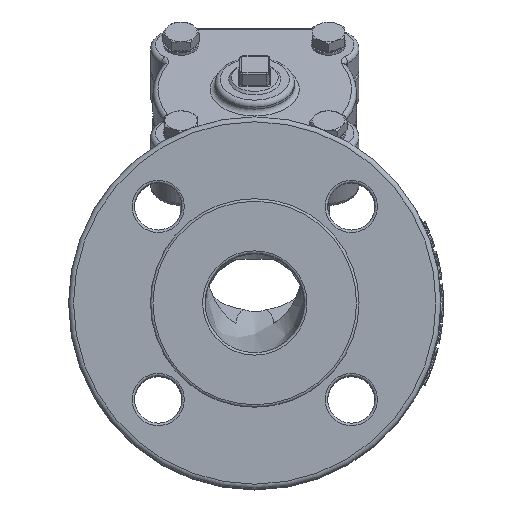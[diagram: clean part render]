
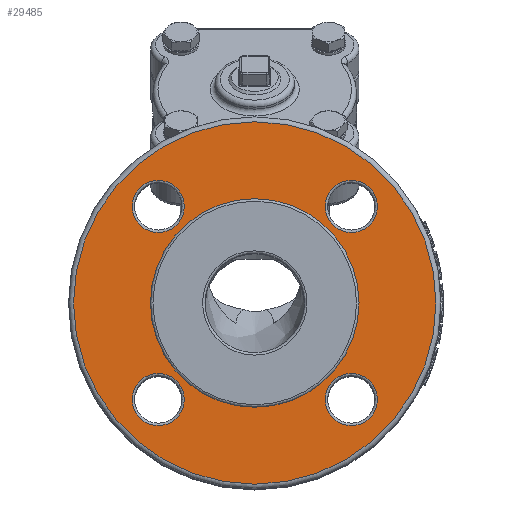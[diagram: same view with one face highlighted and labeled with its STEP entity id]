
A CAD part, top view. The second image highlights one B-rep face of the part: STEP entity #29485.
In plain terms, the highlighted planar face has unit normal (0, 0, 1).
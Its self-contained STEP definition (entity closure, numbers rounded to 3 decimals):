
#6514=FACE_BOUND('',#9815,.T.);
#6515=FACE_BOUND('',#9816,.T.);
#6516=FACE_BOUND('',#9817,.T.);
#6517=FACE_BOUND('',#9818,.T.);
#6518=FACE_BOUND('',#9819,.T.);
#8042=FACE_OUTER_BOUND('',#9814,.T.);
#9814=EDGE_LOOP('',(#25236));
#9815=EDGE_LOOP('',(#25237));
#9816=EDGE_LOOP('',(#25238));
#9817=EDGE_LOOP('',(#25239));
#9818=EDGE_LOOP('',(#25240));
#9819=EDGE_LOOP('',(#25241));
#10595=CIRCLE('',#30981,10.5);
#10596=CIRCLE('',#30983,73.);
#10597=CIRCLE('',#30984,10.5);
#10598=CIRCLE('',#30985,10.5);
#10599=CIRCLE('',#30986,42.);
#10600=CIRCLE('',#30987,10.5);
#13326=VERTEX_POINT('',#62697);
#13327=VERTEX_POINT('',#62700);
#13328=VERTEX_POINT('',#62702);
#13329=VERTEX_POINT('',#62704);
#13330=VERTEX_POINT('',#62706);
#13331=VERTEX_POINT('',#62708);
#17340=EDGE_CURVE('',#13326,#13326,#10595,.T.);
#17341=EDGE_CURVE('',#13327,#13327,#10596,.T.);
#17342=EDGE_CURVE('',#13328,#13328,#10597,.T.);
#17343=EDGE_CURVE('',#13329,#13329,#10598,.T.);
#17344=EDGE_CURVE('',#13330,#13330,#10599,.T.);
#17345=EDGE_CURVE('',#13331,#13331,#10600,.T.);
#25236=ORIENTED_EDGE('',*,*,#17341,.F.);
#25237=ORIENTED_EDGE('',*,*,#17342,.F.);
#25238=ORIENTED_EDGE('',*,*,#17343,.F.);
#25239=ORIENTED_EDGE('',*,*,#17344,.F.);
#25240=ORIENTED_EDGE('',*,*,#17345,.F.);
#25241=ORIENTED_EDGE('',*,*,#17340,.F.);
#26401=PLANE('',#30982);
#29485=ADVANCED_FACE('',(#8042,#6514,#6515,#6516,#6517,#6518),#26401,.T.);
#30981=AXIS2_PLACEMENT_3D('',#62698,#35886,#35887);
#30982=AXIS2_PLACEMENT_3D('',#62699,#35888,#35889);
#30983=AXIS2_PLACEMENT_3D('',#62701,#35890,#35891);
#30984=AXIS2_PLACEMENT_3D('',#62703,#35892,#35893);
#30985=AXIS2_PLACEMENT_3D('',#62705,#35894,#35895);
#30986=AXIS2_PLACEMENT_3D('',#62707,#35896,#35897);
#30987=AXIS2_PLACEMENT_3D('',#62709,#35898,#35899);
#35886=DIRECTION('center_axis',(0.,0.,1.));
#35887=DIRECTION('ref_axis',(0.,1.,0.));
#35888=DIRECTION('center_axis',(0.,0.,1.));
#35889=DIRECTION('ref_axis',(1.,0.,0.));
#35890=DIRECTION('center_axis',(0.,0.,-1.));
#35891=DIRECTION('ref_axis',(-1.,0.,0.));
#35892=DIRECTION('center_axis',(0.,0.,1.));
#35893=DIRECTION('ref_axis',(-1.,0.,0.));
#35894=DIRECTION('center_axis',(0.,0.,1.));
#35895=DIRECTION('ref_axis',(1.,0.,0.));
#35896=DIRECTION('center_axis',(0.,0.,1.));
#35897=DIRECTION('ref_axis',(-1.,0.,0.));
#35898=DIRECTION('center_axis',(0.,0.,1.));
#35899=DIRECTION('ref_axis',(0.,-1.,0.));
#62697=CARTESIAN_POINT('',(-38.891,-49.391,197.));
#62698=CARTESIAN_POINT('Origin',(-38.891,-38.891,197.));
#62699=CARTESIAN_POINT('Origin',(0.,0.,
197.));
#62700=CARTESIAN_POINT('',(73.,0.,197.));
#62701=CARTESIAN_POINT('Origin',(0.,0.,197.));
#62702=CARTESIAN_POINT('',(49.391,-38.891,197.));
#62703=CARTESIAN_POINT('Origin',(38.891,-38.891,197.));
#62704=CARTESIAN_POINT('',(-49.391,38.891,197.));
#62705=CARTESIAN_POINT('Origin',(-38.891,38.891,197.));
#62706=CARTESIAN_POINT('',(42.,0.,197.));
#62707=CARTESIAN_POINT('Origin',(0.,0.,197.));
#62708=CARTESIAN_POINT('',(38.891,49.391,197.));
#62709=CARTESIAN_POINT('Origin',(38.891,38.891,197.));
